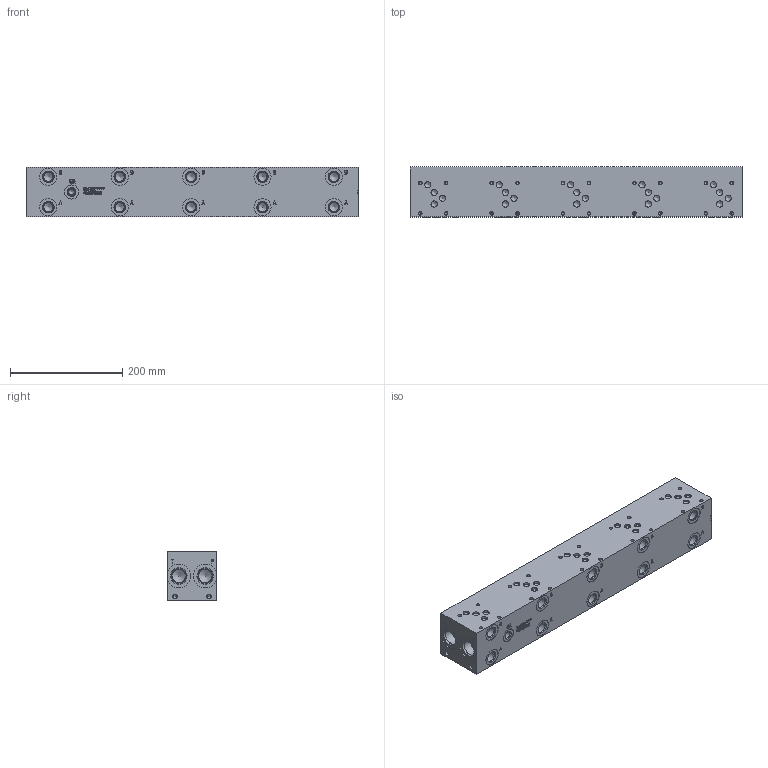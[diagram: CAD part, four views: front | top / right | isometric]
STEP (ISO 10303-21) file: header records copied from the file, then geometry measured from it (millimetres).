
FILE_DESCRIPTION(/* description */ (''),/* implementation_level */ '2;1');
FILE_NAME(/* name */ '_D05P055S.stp',/* time_stamp */ '2020-03-12T13:01:06-04:00',/* author */ ('devonn'),/* organization */ (''),/* preprocessor_version */ 'ST-DEVELOPER v17',/* originating_system */ 'Autodesk Inventor 2019',/* authorisation */ '');
FILE_SCHEMA (('AUTOMOTIVE_DESIGN { 1 0 10303 214 3 1 1 }'));
Length unit declared in the file: millimetre
Products named in the file (1): Part_AD05P055S_3D
Bounding box: 590.55 x 88.9 x 88.9 mm (x, y, z)
Volume: 4498227 mm3; surface area: 264172.7 mm2
Topology: 1 solids, 1 shells, 904 faces, 2469 edges, 1680 vertices
Faces by surface type: plane 454, bspline 203, cylinder 143, cone 104
Full cylindrical faces by diameter (mm): 5.105 x20, 6.35 x20, 6.528 x4, 7.925 x4, 10.719 x1, 11.125 x20, 12.9 x1, 14.275 x1, 14.529 x1, 15.875 x10, 17.501 x10, 19.05 x10, 19.253 x10, 23.012 x4, 24.917 x4, 25.019 x1, 26.99 x2, 27 x2, 27.432 x4, 30.632 x10, 42.037 x4
Entity records: 30181 total; most frequent: CARTESIAN_POINT 7634, ORIENTED_EDGE 4820, DIRECTION 3945, EDGE_CURVE 2410, VERTEX_POINT 1680, LINE 1467, VECTOR 1467, AXIS2_PLACEMENT_3D 1239
